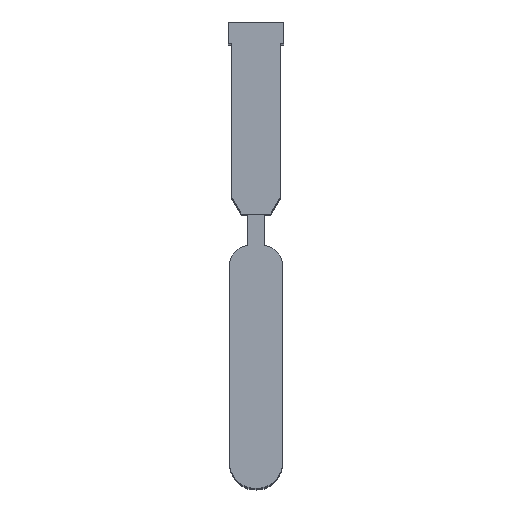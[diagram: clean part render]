
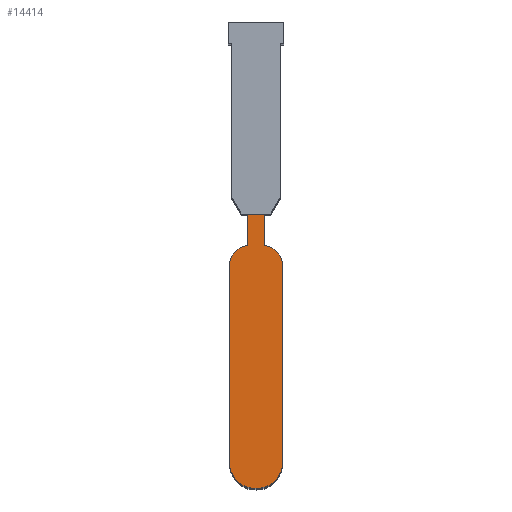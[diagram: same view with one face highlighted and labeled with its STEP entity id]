
A CAD part, top view. The second image highlights one B-rep face of the part: STEP entity #14414.
In plain terms, the highlighted planar face has unit normal (0, 0, 1).
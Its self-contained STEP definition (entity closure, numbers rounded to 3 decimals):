
#31 = EDGE_CURVE ( 'NONE', #3976, #258, #1888, .T. ) ;
#84 = CIRCLE ( 'NONE', #3306, 0.1 ) ;
#166 = DIRECTION ( 'NONE',  ( -1., 0., 0. ) ) ;
#190 = FACE_OUTER_BOUND ( 'NONE', #7856, .T. ) ;
#232 = CARTESIAN_POINT ( 'NONE',  ( -8.516, 1.351, 18.106 ) ) ;
#258 = VERTEX_POINT ( 'NONE', #13971 ) ;
#353 = CARTESIAN_POINT ( 'NONE',  ( -8.905, 10.363, 18.106 ) ) ;
#804 = CARTESIAN_POINT ( 'NONE',  ( -8.123, 8.361, 18.106 ) ) ;
#1132 = EDGE_CURVE ( 'NONE', #9199, #3017, #3526, .T. ) ;
#1137 = CIRCLE ( 'NONE', #8418, 0.1 ) ;
#1153 = DIRECTION ( 'NONE',  ( -1., 0., 0. ) ) ;
#1470 = DIRECTION ( 'NONE',  ( -1., 0., 0. ) ) ;
#1579 = DIRECTION ( 'NONE',  ( -1., 0., 0. ) ) ;
#1786 = VERTEX_POINT ( 'NONE', #10184 ) ;
#1888 = CIRCLE ( 'NONE', #5349, 1.05 ) ;
#2709 = VERTEX_POINT ( 'NONE', #13698 ) ;
#2883 = AXIS2_PLACEMENT_3D ( 'NONE', #232, #8674, #1470 ) ;
#3017 = VERTEX_POINT ( 'NONE', #13556 ) ;
#3043 = CARTESIAN_POINT ( 'NONE',  ( 0.434, 11.688, 18.106 ) ) ;
#3259 = CARTESIAN_POINT ( 'NONE',  ( -8.923, 10.461, 18.106 ) ) ;
#3306 = AXIS2_PLACEMENT_3D ( 'NONE', #3259, #11646, #4456 ) ;
#3409 = CARTESIAN_POINT ( 'NONE',  ( -8.023, 10.461, 18.106 ) ) ;
#3425 = DIRECTION ( 'NONE',  ( 0., 1., 0. ) ) ;
#3497 = CARTESIAN_POINT ( 'NONE',  ( -8.04, 10.363, 18.106 ) ) ;
#3526 = CIRCLE ( 'NONE', #11901, 0.8 ) ;
#3589 = CARTESIAN_POINT ( 'NONE',  ( -8.169, 11.688, 18.106 ) ) ;
#3766 = LINE ( 'NONE', #8260, #12942 ) ;
#3976 = VERTEX_POINT ( 'NONE', #14725 ) ;
#4226 = EDGE_CURVE ( 'NONE', #10261, #2709, #3766, .T. ) ;
#4456 = DIRECTION ( 'NONE',  ( -1., 0., 0. ) ) ;
#4481 = DIRECTION ( 'NONE',  ( 0., -1., 0. ) ) ;
#4591 = DIRECTION ( 'NONE',  ( -1., 0., 0. ) ) ;
#4629 = DIRECTION ( 'NONE',  ( 0.707, 0.707, 0. ) ) ;
#4854 = DIRECTION ( 'NONE',  ( 0., 0., -1. ) ) ;
#4944 = CARTESIAN_POINT ( 'NONE',  ( -8.179, 9.575, 18.106 ) ) ;
#5003 = ORIENTED_EDGE ( 'NONE', *, *, #4226, .F. ) ;
#5202 = ORIENTED_EDGE ( 'NONE', *, *, #6045, .F. ) ;
#5236 = VERTEX_POINT ( 'NONE', #9171 ) ;
#5272 = EDGE_CURVE ( 'NONE', #11258, #14527, #11133, .T. ) ;
#5349 = AXIS2_PLACEMENT_3D ( 'NONE', #6077, #5937, #5572 ) ;
#5572 = DIRECTION ( 'NONE',  ( -1., 0., 0. ) ) ;
#5581 = ORIENTED_EDGE ( 'NONE', *, *, #15258, .T. ) ;
#5937 = DIRECTION ( 'NONE',  ( 0., 0., -1. ) ) ;
#6045 = EDGE_CURVE ( 'NONE', #258, #5236, #11758, .T. ) ;
#6046 = LINE ( 'NONE', #10590, #12038 ) ;
#6077 = CARTESIAN_POINT ( 'NONE',  ( -8.429, 1.351, 18.106 ) ) ;
#6570 = EDGE_CURVE ( 'NONE', #2709, #6765, #8708, .T. ) ;
#6704 = EDGE_CURVE ( 'NONE', #9006, #10261, #6046, .T. ) ;
#6765 = VERTEX_POINT ( 'NONE', #15459 ) ;
#6817 = DIRECTION ( 'NONE',  ( 0., -1., 0. ) ) ;
#6858 = CARTESIAN_POINT ( 'NONE',  ( -7.379, 9.575, 18.106 ) ) ;
#6906 = CARTESIAN_POINT ( 'NONE',  ( -8.123, 11.641, 18.106 ) ) ;
#7098 = ORIENTED_EDGE ( 'NONE', *, *, #6570, .F. ) ;
#7309 = AXIS2_PLACEMENT_3D ( 'NONE', #15415, #8343, #1153 ) ;
#7386 = LINE ( 'NONE', #3589, #13720 ) ;
#7390 = DIRECTION ( 'NONE',  ( 0., 0., -1. ) ) ;
#7731 = EDGE_CURVE ( 'NONE', #1786, #11010, #13344, .T. ) ;
#7856 = EDGE_LOOP ( 'NONE', ( #9027, #7863, #11193, #9332, #13619, #7098, #5003, #8461, #14573, #9211, #5581, #5202, #8925 ) ) ;
#7863 = ORIENTED_EDGE ( 'NONE', *, *, #1132, .F. ) ;
#7926 = DIRECTION ( 'NONE',  ( 1., 0., 0. ) ) ;
#7960 = VECTOR ( 'NONE', #6817, 1000. ) ;
#8260 = CARTESIAN_POINT ( 'NONE',  ( -8.823, 11.641, 18.106 ) ) ;
#8343 = DIRECTION ( 'NONE',  ( 0., 0., -1. ) ) ;
#8418 = AXIS2_PLACEMENT_3D ( 'NONE', #3409, #11788, #4591 ) ;
#8461 = ORIENTED_EDGE ( 'NONE', *, *, #6704, .F. ) ;
#8655 = DIRECTION ( 'NONE',  ( 0., -1., 0. ) ) ;
#8674 = DIRECTION ( 'NONE',  ( 0., 0., -1. ) ) ;
#8691 = EDGE_CURVE ( 'NONE', #14527, #9199, #1137, .T. ) ;
#8708 = LINE ( 'NONE', #3043, #11527 ) ;
#8925 = ORIENTED_EDGE ( 'NONE', *, *, #31, .F. ) ;
#9006 = VERTEX_POINT ( 'NONE', #13718 ) ;
#9027 = ORIENTED_EDGE ( 'NONE', *, *, #10882, .F. ) ;
#9031 = CARTESIAN_POINT ( 'NONE',  ( -8.823, 11.641, 18.106 ) ) ;
#9171 = CARTESIAN_POINT ( 'NONE',  ( -9.566, 1.351, 18.106 ) ) ;
#9199 = VERTEX_POINT ( 'NONE', #3497 ) ;
#9211 = ORIENTED_EDGE ( 'NONE', *, *, #7731, .F. ) ;
#9219 = AXIS2_PLACEMENT_3D ( 'NONE', #14484, #7390, #166 ) ;
#9332 = ORIENTED_EDGE ( 'NONE', *, *, #5272, .F. ) ;
#10184 = CARTESIAN_POINT ( 'NONE',  ( -9.566, 9.575, 18.106 ) ) ;
#10261 = VERTEX_POINT ( 'NONE', #9031 ) ;
#10590 = CARTESIAN_POINT ( 'NONE',  ( -8.823, 8.361, 18.106 ) ) ;
#10721 = PLANE ( 'NONE',  #7309 ) ;
#10882 = EDGE_CURVE ( 'NONE', #3017, #3976, #12917, .T. ) ;
#11010 = VERTEX_POINT ( 'NONE', #353 ) ;
#11133 = LINE ( 'NONE', #804, #7960 ) ;
#11193 = ORIENTED_EDGE ( 'NONE', *, *, #8691, .F. ) ;
#11258 = VERTEX_POINT ( 'NONE', #6906 ) ;
#11527 = VECTOR ( 'NONE', #7926, 1000. ) ;
#11646 = DIRECTION ( 'NONE',  ( 0., 0., 1. ) ) ;
#11758 = CIRCLE ( 'NONE', #2883, 1.05 ) ;
#11788 = DIRECTION ( 'NONE',  ( 0., 0., 1. ) ) ;
#11901 = AXIS2_PLACEMENT_3D ( 'NONE', #4944, #4854, #1579 ) ;
#12038 = VECTOR ( 'NONE', #3425, 1000. ) ;
#12102 = CARTESIAN_POINT ( 'NONE',  ( -8.123, 10.461, 18.106 ) ) ;
#12157 = VECTOR ( 'NONE', #4481, 1000. ) ;
#12369 = EDGE_CURVE ( 'NONE', #6765, #11258, #7386, .T. ) ;
#12917 = LINE ( 'NONE', #6858, #12157 ) ;
#12942 = VECTOR ( 'NONE', #4629, 1000. ) ;
#13101 = DIRECTION ( 'NONE',  ( 0.707, -0.707, 0. ) ) ;
#13344 = CIRCLE ( 'NONE', #9219, 0.8 ) ;
#13556 = CARTESIAN_POINT ( 'NONE',  ( -7.379, 9.575, 18.106 ) ) ;
#13619 = ORIENTED_EDGE ( 'NONE', *, *, #12369, .F. ) ;
#13698 = CARTESIAN_POINT ( 'NONE',  ( -8.776, 11.688, 18.106 ) ) ;
#13718 = CARTESIAN_POINT ( 'NONE',  ( -8.823, 10.461, 18.106 ) ) ;
#13720 = VECTOR ( 'NONE', #13101, 1000. ) ;
#13971 = CARTESIAN_POINT ( 'NONE',  ( -8.473, 0.302, 18.106 ) ) ;
#14414 = ADVANCED_FACE ( 'NONE', ( #190 ), #10721, .F. ) ;
#14484 = CARTESIAN_POINT ( 'NONE',  ( -8.766, 9.575, 18.106 ) ) ;
#14521 = VECTOR ( 'NONE', #8655, 1000. ) ;
#14527 = VERTEX_POINT ( 'NONE', #12102 ) ;
#14546 = CARTESIAN_POINT ( 'NONE',  ( -9.566, 8.357, 18.106 ) ) ;
#14573 = ORIENTED_EDGE ( 'NONE', *, *, #15425, .F. ) ;
#14725 = CARTESIAN_POINT ( 'NONE',  ( -7.379, 1.351, 18.106 ) ) ;
#14895 = LINE ( 'NONE', #14546, #14521 ) ;
#15258 = EDGE_CURVE ( 'NONE', #1786, #5236, #14895, .T. ) ;
#15415 = CARTESIAN_POINT ( 'NONE',  ( 0.434, 8.361, 18.106 ) ) ;
#15425 = EDGE_CURVE ( 'NONE', #11010, #9006, #84, .T. ) ;
#15459 = CARTESIAN_POINT ( 'NONE',  ( -8.169, 11.688, 18.106 ) ) ;
